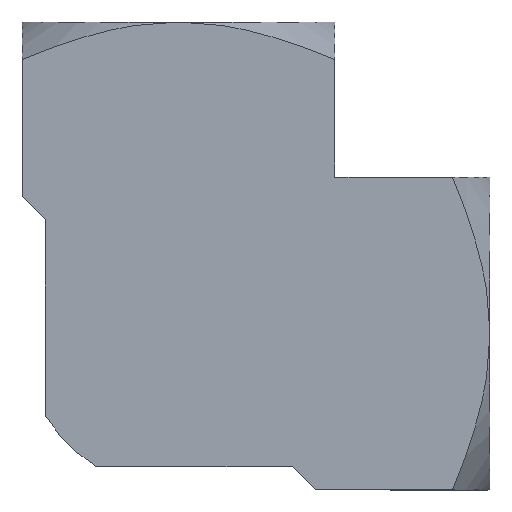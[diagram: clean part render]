
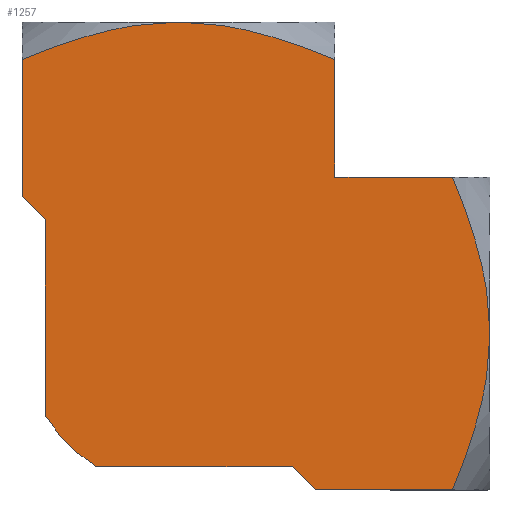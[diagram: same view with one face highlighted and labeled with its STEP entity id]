
A CAD part, front view. The second image highlights one B-rep face of the part: STEP entity #1257.
In plain terms, the highlighted face is planar.
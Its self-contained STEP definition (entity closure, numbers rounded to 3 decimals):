
#167=CIRCLE('',#1335,7.144);
#195=(
BOUNDED_CURVE()
B_SPLINE_CURVE(2,(#1728,#1729,#1730),.UNSPECIFIED.,.F.,.F.)
B_SPLINE_CURVE_WITH_KNOTS((3,3),(2.605,5.054),
 .UNSPECIFIED.)
CURVE()
GEOMETRIC_REPRESENTATION_ITEM()
RATIONAL_B_SPLINE_CURVE((3.075,3.712,3.712))
REPRESENTATION_ITEM('')
);
#196=(
BOUNDED_CURVE()
B_SPLINE_CURVE(2,(#1732,#1733,#1734),.UNSPECIFIED.,.F.,.F.)
B_SPLINE_CURVE_WITH_KNOTS((3,3),(5.054,7.504),
 .UNSPECIFIED.)
CURVE()
GEOMETRIC_REPRESENTATION_ITEM()
RATIONAL_B_SPLINE_CURVE((3.712,3.712,3.075))
REPRESENTATION_ITEM('')
);
#197=(
BOUNDED_CURVE()
B_SPLINE_CURVE(2,(#1740,#1741,#1742),.UNSPECIFIED.,.F.,.F.)
B_SPLINE_CURVE_WITH_KNOTS((3,3),(2.605,5.055),
 .UNSPECIFIED.)
CURVE()
GEOMETRIC_REPRESENTATION_ITEM()
RATIONAL_B_SPLINE_CURVE((3.075,3.712,3.712))
REPRESENTATION_ITEM('')
);
#198=(
BOUNDED_CURVE()
B_SPLINE_CURVE(2,(#1744,#1745,#1746),.UNSPECIFIED.,.F.,.F.)
B_SPLINE_CURVE_WITH_KNOTS((3,3),(5.055,7.505),
 .UNSPECIFIED.)
CURVE()
GEOMETRIC_REPRESENTATION_ITEM()
RATIONAL_B_SPLINE_CURVE((3.712,3.712,3.075))
REPRESENTATION_ITEM('')
);
#213=FACE_OUTER_BOUND('',#287,.T.);
#287=EDGE_LOOP('',(#843,#844,#845,#846,#847,#848,#849,#850,#851,#852,#853,
#854,#855));
#361=LINE('',#1712,#432);
#365=LINE('',#1720,#436);
#368=LINE('',#1726,#439);
#369=LINE('',#1736,#440);
#370=LINE('',#1738,#441);
#371=LINE('',#1748,#442);
#372=LINE('',#1750,#443);
#373=LINE('',#1752,#444);
#432=VECTOR('',#1438,1.);
#436=VECTOR('',#1444,1.);
#439=VECTOR('',#1449,1000.);
#440=VECTOR('',#1450,1000.);
#441=VECTOR('',#1451,1000.);
#442=VECTOR('',#1452,1000.);
#443=VECTOR('',#1453,1.);
#444=VECTOR('',#1454,1.);
#503=VERTEX_POINT('',#1710);
#504=VERTEX_POINT('',#1711);
#507=VERTEX_POINT('',#1719);
#509=VERTEX_POINT('',#1725);
#510=VERTEX_POINT('',#1727);
#511=VERTEX_POINT('',#1731);
#512=VERTEX_POINT('',#1735);
#513=VERTEX_POINT('',#1737);
#514=VERTEX_POINT('',#1739);
#515=VERTEX_POINT('',#1743);
#516=VERTEX_POINT('',#1747);
#517=VERTEX_POINT('',#1749);
#518=VERTEX_POINT('',#1751);
#633=EDGE_CURVE('',#503,#504,#361,.T.);
#637=EDGE_CURVE('',#507,#503,#365,.T.);
#640=EDGE_CURVE('',#504,#509,#368,.T.);
#641=EDGE_CURVE('',#509,#510,#195,.T.);
#642=EDGE_CURVE('',#510,#511,#196,.T.);
#643=EDGE_CURVE('',#512,#511,#369,.T.);
#644=EDGE_CURVE('',#512,#513,#370,.T.);
#645=EDGE_CURVE('',#513,#514,#197,.T.);
#646=EDGE_CURVE('',#514,#515,#198,.T.);
#647=EDGE_CURVE('',#516,#515,#371,.T.);
#648=EDGE_CURVE('',#516,#517,#372,.T.);
#649=EDGE_CURVE('',#517,#518,#373,.T.);
#650=EDGE_CURVE('',#518,#507,#167,.T.);
#843=ORIENTED_EDGE('',*,*,#637,.T.);
#844=ORIENTED_EDGE('',*,*,#633,.T.);
#845=ORIENTED_EDGE('',*,*,#640,.T.);
#846=ORIENTED_EDGE('',*,*,#641,.T.);
#847=ORIENTED_EDGE('',*,*,#642,.T.);
#848=ORIENTED_EDGE('',*,*,#643,.F.);
#849=ORIENTED_EDGE('',*,*,#644,.T.);
#850=ORIENTED_EDGE('',*,*,#645,.T.);
#851=ORIENTED_EDGE('',*,*,#646,.T.);
#852=ORIENTED_EDGE('',*,*,#647,.F.);
#853=ORIENTED_EDGE('',*,*,#648,.T.);
#854=ORIENTED_EDGE('',*,*,#649,.T.);
#855=ORIENTED_EDGE('',*,*,#650,.T.);
#1241=PLANE('',#1334);
#1257=ADVANCED_FACE('',(#213),#1241,.T.);
#1334=AXIS2_PLACEMENT_3D('',#1724,#1447,#1448);
#1335=AXIS2_PLACEMENT_3D('',#1753,#1455,#1456);
#1438=DIRECTION('',(0.707,-0.707,0.));
#1444=DIRECTION('',(1.,0.,0.));
#1447=DIRECTION('center_axis',(0.,0.,
1.));
#1448=DIRECTION('ref_axis',(0.,-1.,0.));
#1449=DIRECTION('',(1.,0.,0.));
#1450=DIRECTION('',(1.,0.,0.));
#1451=DIRECTION('',(0.,1.,0.));
#1452=DIRECTION('',(0.,1.,0.));
#1453=DIRECTION('',(0.707,-0.707,0.));
#1454=DIRECTION('',(0.,-1.,0.));
#1455=DIRECTION('center_axis',(0.,0.,1.));
#1456=DIRECTION('ref_axis',(1.,0.,0.));
#1710=CARTESIAN_POINT('',(1.576,-6.083,10.765));
#1711=CARTESIAN_POINT('',(2.637,-7.144,10.765));
#1712=CARTESIAN_POINT('',(-3.03,-1.477,10.765));
#1719=CARTESIAN_POINT('',(-7.367,-6.083,10.765));
#1720=CARTESIAN_POINT('',(-9.04,-6.083,10.765));
#1724=CARTESIAN_POINT('Origin',(-3.621,7.144,10.765));
#1725=CARTESIAN_POINT('',(8.895,-7.144,10.765));
#1726=CARTESIAN_POINT('',(-3.621,-7.144,10.765));
#1727=CARTESIAN_POINT('',(10.603,0.,10.765));
#1728=CARTESIAN_POINT('Ctrl Pts',(8.895,-7.144,10.765));
#1729=CARTESIAN_POINT('Ctrl Pts',(10.603,-2.959,10.765));
#1730=CARTESIAN_POINT('Ctrl Pts',(10.603,0.,
10.765));
#1731=CARTESIAN_POINT('',(8.895,7.144,10.765));
#1732=CARTESIAN_POINT('Ctrl Pts',(10.603,0.,
10.765));
#1733=CARTESIAN_POINT('Ctrl Pts',(10.603,2.959,10.765));
#1734=CARTESIAN_POINT('Ctrl Pts',(8.895,7.144,10.765));
#1735=CARTESIAN_POINT('',(3.523,7.144,10.765));
#1736=CARTESIAN_POINT('',(-3.621,7.144,10.765));
#1737=CARTESIAN_POINT('',(3.523,12.516,10.765));
#1738=CARTESIAN_POINT('',(3.523,0.,10.765));
#1739=CARTESIAN_POINT('',(-3.621,14.224,10.765));
#1740=CARTESIAN_POINT('Ctrl Pts',(3.523,12.516,10.765));
#1741=CARTESIAN_POINT('Ctrl Pts',(-0.662,14.224,10.765));
#1742=CARTESIAN_POINT('Ctrl Pts',(-3.621,14.224,10.765));
#1743=CARTESIAN_POINT('',(-10.765,12.516,10.765));
#1744=CARTESIAN_POINT('Ctrl Pts',(-3.621,14.224,10.765));
#1745=CARTESIAN_POINT('Ctrl Pts',(-6.58,14.224,10.765));
#1746=CARTESIAN_POINT('Ctrl Pts',(-10.765,12.516,10.765));
#1747=CARTESIAN_POINT('',(-10.765,6.258,10.765));
#1748=CARTESIAN_POINT('',(-10.765,0.,10.765));
#1749=CARTESIAN_POINT('',(-9.704,5.197,10.765));
#1750=CARTESIAN_POINT('',(-8.67,4.163,10.765));
#1751=CARTESIAN_POINT('',(-9.704,-3.746,10.765));
#1752=CARTESIAN_POINT('',(-9.704,-1.847,10.765));
#1753=CARTESIAN_POINT('Origin',(-3.621,0.,10.765));
